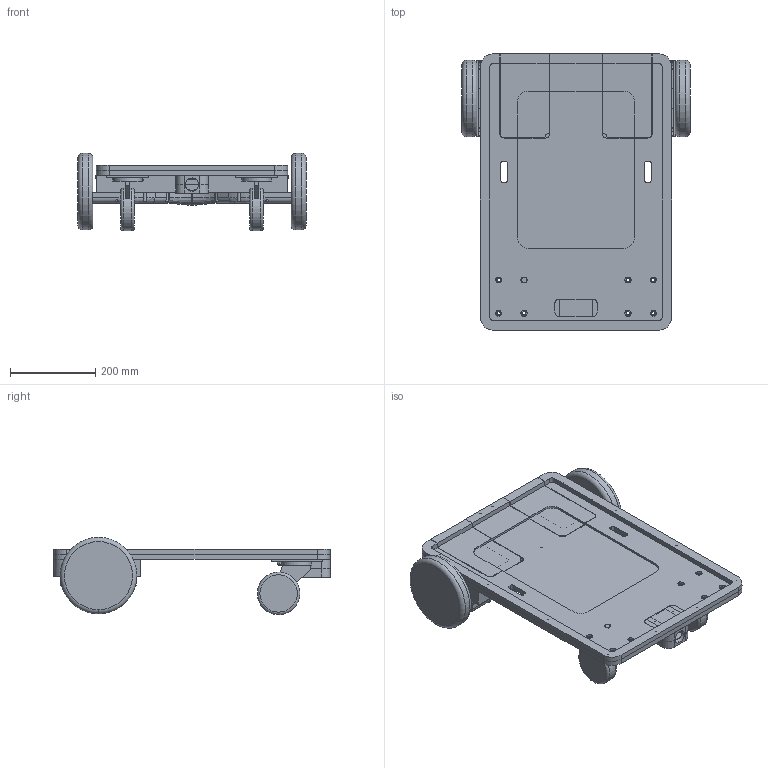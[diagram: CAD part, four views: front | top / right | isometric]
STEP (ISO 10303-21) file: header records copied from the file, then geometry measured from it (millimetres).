
FILE_DESCRIPTION(('FreeCAD Model'),'2;1');
FILE_NAME('FullModel.step','2020-01-28T23:22:14',('Author'),(''), 'Open CASCADE STEP processor 7.3','FreeCAD','Unknown');
FILE_SCHEMA(('AUTOMOTIVE_DESIGN { 1 0 10303 214 1 1 1 1 }'));
Length unit declared in the file: millimetre
Products named in the file (17): gametrak_housing_upper; gametrak_housing_middle; gametrak_housing_lower; wheel_(Mirror_#10); wanne_(Mirror_#9); Holz_Antrieb001; Lenkrollenadapter_(Mirror_#7); Lenkrollenadapter; Grundplatte_3456; Lenkrolle001_(Mirror_#5); Lenkrolle001; ISO4032-M8_; ISO4017-M8x20_; Scharnier; Scharnier002; wanne; wheel
Assembly tree (1 placements, depth 2):
  gametrak_housing_upper
  gametrak_housing_middle
  gametrak_housing_lower
  wheel_(Mirror_#10)
  wanne_(Mirror_#9)
Bounding box: 536.5 x 650.03 x 182 mm (x, y, z)
Volume: 8934129.6 mm3; surface area: 1574668.5 mm2
Topology: 22 solids, 26 shells, 1355 faces, 3243 edges, 2130 vertices
Faces by surface type: plane 749, cylinder 522, cone 28, torus 16, extrusion 12, offset 12, revolution 9, bspline 4, sphere 3
Full cylindrical faces by diameter (mm): 2 x12, 2.2 x2, 3 x39, 3.1 x2, 3.4 x8, 4 x64, 5.5 x8, 6.647 x1, 8 x51, 8.8 x8, 9.5 x60, 10 x14, 11.7 x1, 11.76 x4, 20 x4, 29 x8, 41.5 x12, 70 x2, 100 x2
Entity records: 98587 total; most frequent: CARTESIAN_POINT 29667, DIRECTION 12152, ORIENTED_EDGE 6482, PCURVE 6482, DEFINITIONAL_REPRESENTATION 6482, VECTOR 6164, LINE 6152, EDGE_CURVE 3241
